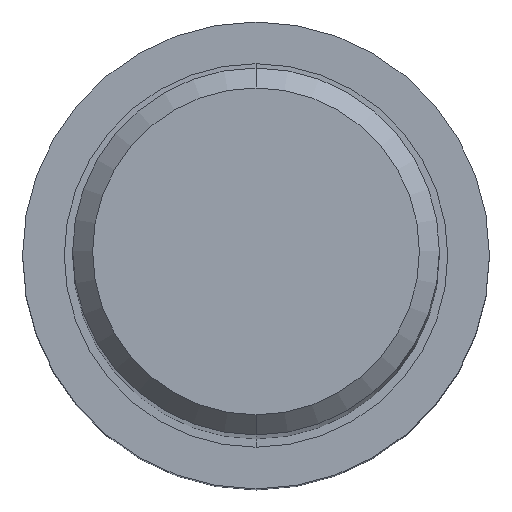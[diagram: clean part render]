
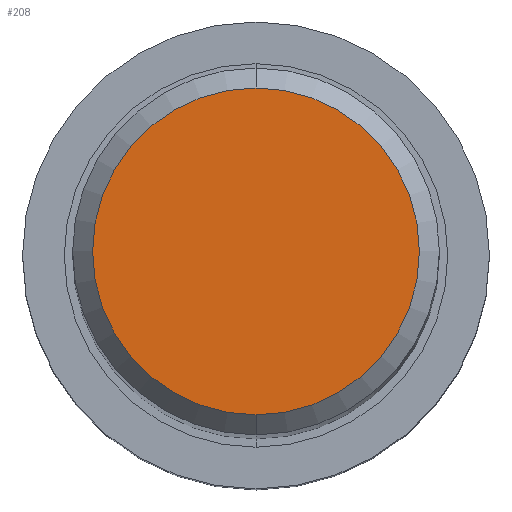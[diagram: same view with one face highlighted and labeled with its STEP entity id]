
A CAD part, top view. The second image highlights one B-rep face of the part: STEP entity #208.
In plain terms, the highlighted planar face has unit normal (0, 0, 1).
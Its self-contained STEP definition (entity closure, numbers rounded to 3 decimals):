
#184=EDGE_CURVE('',#228,#230,#408,.T.);
#208=ADVANCED_FACE('',(#436),#437,.T.);
#220=EDGE_CURVE('',#230,#228,#449,.T.);
#228=VERTEX_POINT('',#457);
#230=VERTEX_POINT('',#459);
#408=CIRCLE('',#668,4.9);
#436=FACE_OUTER_BOUND('',#703,.T.);
#437=PLANE('',#704);
#449=CIRCLE('',#722,4.9);
#457=CARTESIAN_POINT('',(0.0,4.9,0.0));
#459=CARTESIAN_POINT('',(0.,-4.9,0.0));
#668=AXIS2_PLACEMENT_3D('',#955,#956,#957);
#703=EDGE_LOOP('',(#1001,#1002));
#704=AXIS2_PLACEMENT_3D('',#1003,#1004,#1005);
#722=AXIS2_PLACEMENT_3D('',#1011,#1012,#1013);
#955=CARTESIAN_POINT('',(0.0,0.0,0.0));
#956=DIRECTION('',(0.0,0.0,-1.0));
#957=DIRECTION('',(0.0,1.0,0.0));
#1001=ORIENTED_EDGE('',*,*,#184,.F.);
#1002=ORIENTED_EDGE('',*,*,#220,.F.);
#1003=CARTESIAN_POINT('',(0.0,2.45,0.0));
#1004=DIRECTION('',(-0.0,0.0,1.0));
#1005=DIRECTION('',(0.0,-1.0,0.0));
#1011=CARTESIAN_POINT('',(0.0,0.0,0.0));
#1012=DIRECTION('',(0.0,0.0,-1.0));
#1013=DIRECTION('',(0.0,1.0,0.0));
